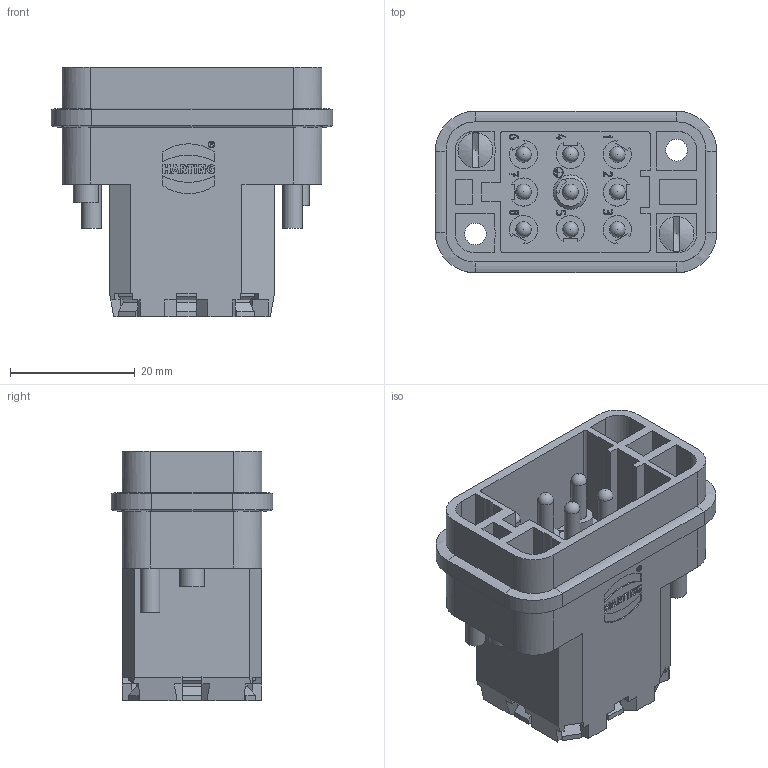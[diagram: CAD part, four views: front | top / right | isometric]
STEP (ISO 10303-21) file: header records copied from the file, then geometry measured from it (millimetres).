
FILE_DESCRIPTION(/* description */ (''),/* implementation_level */ '2;1');
FILE_NAME(/* name */ '100186338ugm000_d.stp',/* time_stamp */ '2019-10-24T12:30:58+02:00',/* author */ (''),/* organization */ (''),/* preprocessor_version */ 'ST-DEVELOPER v16.7',/* originating_system */ 'SIEMENS PLM Software NX 12.0',/* authorisation */ '');
FILE_SCHEMA (('AUTOMOTIVE_DESIGN { 1 0 10303 214 3 1 1 1 }'));
Length unit declared in the file: millimetre
Products named in the file (1): 100186338ugm000_d
Bounding box: 45.1 x 25.9 x 39.96 mm (x, y, z)
Volume: 18722.9 mm3; surface area: 12995.6 mm2
Topology: 1 solids, 1 shells, 803 faces, 2349 edges, 1766 vertices
Faces by surface type: plane 582, cylinder 128, extrusion 35, bspline 27, cone 20, sphere 9, torus 2
Full cylindrical faces by diameter (mm): 0.911 x1, 1.077 x1, 2.3 x9, 2.5 x9, 3.141 x2, 3.5 x3, 3.8 x9, 4 x1, 5.6 x2
Entity records: 31181 total; most frequent: CARTESIAN_POINT 7064, ORIENTED_EDGE 4046, DIRECTION 3843, EDGE_CURVE 2023, VECTOR 1751, LINE 1716, VERTEX_POINT 1374, AXIS2_PLACEMENT_3D 1046
